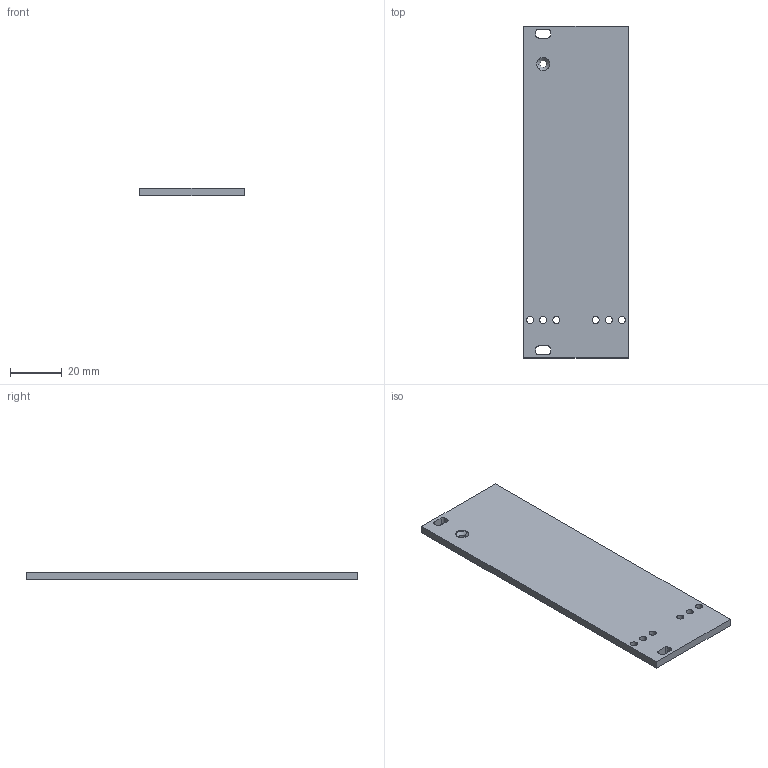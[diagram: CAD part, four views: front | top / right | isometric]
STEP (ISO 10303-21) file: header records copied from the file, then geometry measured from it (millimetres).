
FILE_DESCRIPTION(('Open CASCADE Model'),'2;1');
FILE_NAME('Open CASCADE Shape Model','2022-11-25T20:28:04',('Author'),( 'Open CASCADE'),'Open CASCADE STEP processor 7.2','Open CASCADE 7.2' ,'Unknown');
FILE_SCHEMA(('AUTOMOTIVE_DESIGN { 1 0 10303 214 1 1 1 1 }'));
Length unit declared in the file: millimetre
Products named in the file (1): Open CASCADE STEP translator 7.2 3
Bounding box: 40.3 x 128.4 x 3 mm (x, y, z)
Volume: 15282.6 mm3; surface area: 11483 mm2
Topology: 1 solids, 1 shells, 41 faces, 112 edges, 74 vertices
Faces by surface type: cylinder 28, plane 11, cone 2
Entity records: 2838 total; most frequent: CARTESIAN_POINT 480, DIRECTION 470, ORIENTED_EDGE 224, PCURVE 224, DEFINITIONAL_REPRESENTATION 224, LINE 218, VECTOR 218, EDGE_CURVE 112
